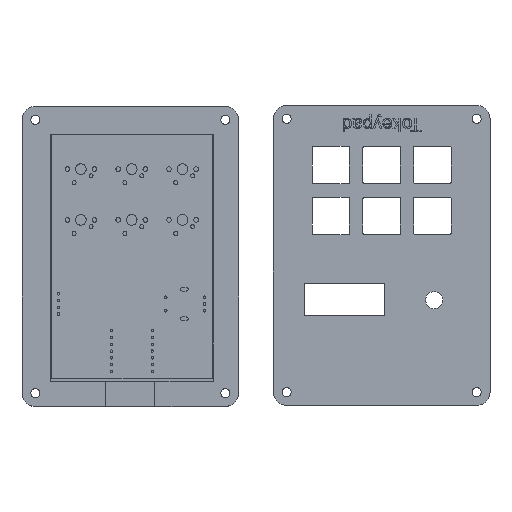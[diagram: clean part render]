
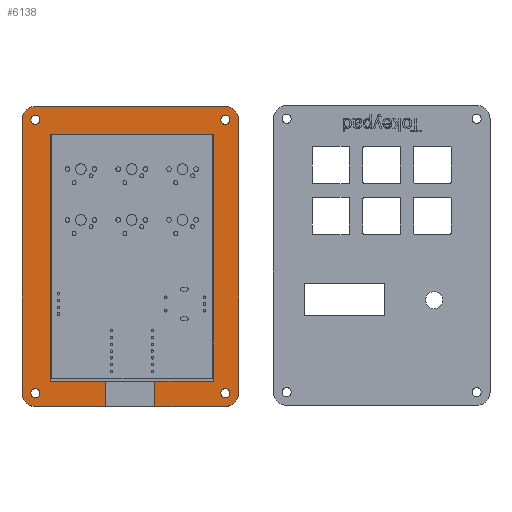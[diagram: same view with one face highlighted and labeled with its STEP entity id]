
A CAD part, top view. The second image highlights one B-rep face of the part: STEP entity #6138.
In plain terms, the highlighted planar face has unit normal (0, 0, 1).
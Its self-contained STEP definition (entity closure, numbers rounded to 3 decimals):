
#364=FACE_BOUND('',#1151,.T.);
#365=FACE_BOUND('',#1152,.T.);
#366=FACE_BOUND('',#1153,.T.);
#367=FACE_BOUND('',#1154,.T.);
#520=CIRCLE('',#6483,5.);
#522=CIRCLE('',#6486,5.);
#523=CIRCLE('',#6487,5.);
#524=CIRCLE('',#6488,5.);
#525=CIRCLE('',#6489,1.7);
#526=CIRCLE('',#6490,1.7);
#527=CIRCLE('',#6491,1.7);
#528=CIRCLE('',#6492,1.7);
#822=FACE_OUTER_BOUND('',#1150,.T.);
#1150=EDGE_LOOP('',(#4189,#4190,#4191,#4192,#4193,#4194,#4195,#4196,#4197,
#4198,#4199,#4200,#4201,#4202,#4203,#4204));
#1151=EDGE_LOOP('',(#4205));
#1152=EDGE_LOOP('',(#4206));
#1153=EDGE_LOOP('',(#4207));
#1154=EDGE_LOOP('',(#4208));
#1634=LINE('',#8239,#2134);
#1641=LINE('',#8254,#2141);
#1645=LINE('',#8267,#2145);
#1646=LINE('',#8271,#2146);
#1647=LINE('',#8274,#2147);
#1648=LINE('',#8276,#2148);
#1649=LINE('',#8278,#2149);
#1650=LINE('',#8279,#2150);
#1651=LINE('',#8281,#2151);
#1652=LINE('',#8283,#2152);
#1653=LINE('',#8285,#2153);
#1654=LINE('',#8288,#2154);
#2134=VECTOR('',#6905,10.);
#2141=VECTOR('',#6916,10.);
#2145=VECTOR('',#6928,10.);
#2146=VECTOR('',#6931,10.);
#2147=VECTOR('',#6934,10.);
#2148=VECTOR('',#6935,10.);
#2149=VECTOR('',#6936,10.);
#2150=VECTOR('',#6937,10.);
#2151=VECTOR('',#6938,10.);
#2152=VECTOR('',#6939,10.);
#2153=VECTOR('',#6940,10.);
#2154=VECTOR('',#6943,10.);
#2633=VERTEX_POINT('',#8236);
#2634=VERTEX_POINT('',#8238);
#2639=VERTEX_POINT('',#8251);
#2640=VERTEX_POINT('',#8253);
#2641=VERTEX_POINT('',#8257);
#2642=VERTEX_POINT('',#8258);
#2645=VERTEX_POINT('',#8266);
#2646=VERTEX_POINT('',#8268);
#2647=VERTEX_POINT('',#8270);
#2648=VERTEX_POINT('',#8272);
#2649=VERTEX_POINT('',#8275);
#2650=VERTEX_POINT('',#8277);
#2651=VERTEX_POINT('',#8280);
#2652=VERTEX_POINT('',#8282);
#2653=VERTEX_POINT('',#8284);
#2654=VERTEX_POINT('',#8286);
#2655=VERTEX_POINT('',#8289);
#2656=VERTEX_POINT('',#8291);
#2657=VERTEX_POINT('',#8293);
#2658=VERTEX_POINT('',#8295);
#3250=EDGE_CURVE('',#2634,#2633,#1634,.T.);
#3257=EDGE_CURVE('',#2640,#2639,#1641,.T.);
#3259=EDGE_CURVE('',#2641,#2642,#520,.T.);
#3263=EDGE_CURVE('',#2641,#2645,#1645,.T.);
#3264=EDGE_CURVE('',#2646,#2645,#522,.T.);
#3265=EDGE_CURVE('',#2646,#2647,#1646,.T.);
#3266=EDGE_CURVE('',#2648,#2647,#523,.T.);
#3267=EDGE_CURVE('',#2648,#2640,#1647,.T.);
#3268=EDGE_CURVE('',#2639,#2649,#1648,.T.);
#3269=EDGE_CURVE('',#2649,#2650,#1649,.T.);
#3270=EDGE_CURVE('',#2650,#2634,#1650,.T.);
#3271=EDGE_CURVE('',#2633,#2651,#1651,.T.);
#3272=EDGE_CURVE('',#2651,#2652,#1652,.T.);
#3273=EDGE_CURVE('',#2652,#2653,#1653,.T.);
#3274=EDGE_CURVE('',#2654,#2653,#524,.T.);
#3275=EDGE_CURVE('',#2654,#2642,#1654,.T.);
#3276=EDGE_CURVE('',#2655,#2655,#525,.T.);
#3277=EDGE_CURVE('',#2656,#2656,#526,.T.);
#3278=EDGE_CURVE('',#2657,#2657,#527,.T.);
#3279=EDGE_CURVE('',#2658,#2658,#528,.T.);
#4189=ORIENTED_EDGE('',*,*,#3259,.F.);
#4190=ORIENTED_EDGE('',*,*,#3263,.T.);
#4191=ORIENTED_EDGE('',*,*,#3264,.F.);
#4192=ORIENTED_EDGE('',*,*,#3265,.T.);
#4193=ORIENTED_EDGE('',*,*,#3266,.F.);
#4194=ORIENTED_EDGE('',*,*,#3267,.T.);
#4195=ORIENTED_EDGE('',*,*,#3257,.T.);
#4196=ORIENTED_EDGE('',*,*,#3268,.T.);
#4197=ORIENTED_EDGE('',*,*,#3269,.T.);
#4198=ORIENTED_EDGE('',*,*,#3270,.T.);
#4199=ORIENTED_EDGE('',*,*,#3250,.T.);
#4200=ORIENTED_EDGE('',*,*,#3271,.T.);
#4201=ORIENTED_EDGE('',*,*,#3272,.T.);
#4202=ORIENTED_EDGE('',*,*,#3273,.T.);
#4203=ORIENTED_EDGE('',*,*,#3274,.F.);
#4204=ORIENTED_EDGE('',*,*,#3275,.T.);
#4205=ORIENTED_EDGE('',*,*,#3276,.F.);
#4206=ORIENTED_EDGE('',*,*,#3277,.F.);
#4207=ORIENTED_EDGE('',*,*,#3278,.F.);
#4208=ORIENTED_EDGE('',*,*,#3279,.F.);
#6021=PLANE('',#6485);
#6138=ADVANCED_FACE('',(#822,#364,#365,#366,#367),#6021,.T.);
#6483=AXIS2_PLACEMENT_3D('',#8259,#6920,#6921);
#6485=AXIS2_PLACEMENT_3D('',#8265,#6926,#6927);
#6486=AXIS2_PLACEMENT_3D('',#8269,#6929,#6930);
#6487=AXIS2_PLACEMENT_3D('',#8273,#6932,#6933);
#6488=AXIS2_PLACEMENT_3D('',#8287,#6941,#6942);
#6489=AXIS2_PLACEMENT_3D('',#8290,#6944,#6945);
#6490=AXIS2_PLACEMENT_3D('',#8292,#6946,#6947);
#6491=AXIS2_PLACEMENT_3D('',#8294,#6948,#6949);
#6492=AXIS2_PLACEMENT_3D('',#8296,#6950,#6951);
#6905=DIRECTION('',(0.,-1.,0.));
#6916=DIRECTION('',(0.,1.,0.));
#6920=DIRECTION('center_axis',(0.,0.,-1.));
#6921=DIRECTION('ref_axis',(0.707,0.707,0.));
#6926=DIRECTION('center_axis',(0.,0.,1.));
#6927=DIRECTION('ref_axis',(1.,0.,0.));
#6928=DIRECTION('',(-1.,0.,0.));
#6929=DIRECTION('center_axis',(0.,0.,-1.));
#6930=DIRECTION('ref_axis',(-0.707,0.707,0.));
#6931=DIRECTION('',(0.,-1.,0.));
#6932=DIRECTION('center_axis',(0.,0.,-1.));
#6933=DIRECTION('ref_axis',(-0.707,-0.707,0.));
#6934=DIRECTION('',(1.,0.,0.));
#6935=DIRECTION('',(-1.,0.,0.));
#6936=DIRECTION('',(0.,1.,0.));
#6937=DIRECTION('',(1.,0.,0.));
#6938=DIRECTION('',(-1.,0.,0.));
#6939=DIRECTION('',(0.,-1.,0.));
#6940=DIRECTION('',(1.,0.,0.));
#6941=DIRECTION('center_axis',(0.,0.,-1.));
#6942=DIRECTION('ref_axis',(0.707,-0.707,0.));
#6943=DIRECTION('',(0.,1.,0.));
#6944=DIRECTION('center_axis',(0.,0.,1.));
#6945=DIRECTION('ref_axis',(1.,0.,0.));
#6946=DIRECTION('center_axis',(0.,0.,1.));
#6947=DIRECTION('ref_axis',(1.,0.,0.));
#6948=DIRECTION('center_axis',(0.,0.,1.));
#6949=DIRECTION('ref_axis',(1.,0.,0.));
#6950=DIRECTION('center_axis',(0.,0.,1.));
#6951=DIRECTION('ref_axis',(1.,0.,0.));
#8236=CARTESIAN_POINT('',(46.2,-67.4,13.));
#8238=CARTESIAN_POINT('',(46.2,25.,13.));
#8239=CARTESIAN_POINT('',(46.2,25.,13.));
#8251=CARTESIAN_POINT('',(5.79,-67.4,13.));
#8253=CARTESIAN_POINT('',(5.79,-76.9,13.));
#8254=CARTESIAN_POINT('',(5.79,-48.8,13.));
#8257=CARTESIAN_POINT('',(50.7,35.5,13.));
#8258=CARTESIAN_POINT('',(55.7,30.5,13.));
#8259=CARTESIAN_POINT('Origin',(50.7,30.5,13.));
#8265=CARTESIAN_POINT('Origin',(15.1,-20.7,13.));
#8266=CARTESIAN_POINT('',(-20.5,35.5,13.));
#8267=CARTESIAN_POINT('',(-25.5,35.5,13.));
#8268=CARTESIAN_POINT('',(-25.5,30.5,13.));
#8269=CARTESIAN_POINT('Origin',(-20.5,30.5,13.));
#8270=CARTESIAN_POINT('',(-25.5,-71.9,13.));
#8271=CARTESIAN_POINT('',(-25.5,-76.9,13.));
#8272=CARTESIAN_POINT('',(-20.5,-76.9,13.));
#8273=CARTESIAN_POINT('Origin',(-20.5,-71.9,13.));
#8274=CARTESIAN_POINT('',(55.7,-76.9,13.));
#8275=CARTESIAN_POINT('',(-15.,-67.4,13.));
#8276=CARTESIAN_POINT('',(46.2,-67.4,13.));
#8277=CARTESIAN_POINT('',(-15.,25.,13.));
#8278=CARTESIAN_POINT('',(-15.,-67.4,13.));
#8279=CARTESIAN_POINT('',(-15.,25.,13.));
#8280=CARTESIAN_POINT('',(24.29,-67.4,13.));
#8281=CARTESIAN_POINT('',(46.2,-67.4,13.));
#8282=CARTESIAN_POINT('',(24.29,-76.9,13.));
#8283=CARTESIAN_POINT('',(24.29,-44.05,13.));
#8284=CARTESIAN_POINT('',(50.7,-76.9,13.));
#8285=CARTESIAN_POINT('',(55.7,-76.9,13.));
#8286=CARTESIAN_POINT('',(55.7,-71.9,13.));
#8287=CARTESIAN_POINT('Origin',(50.7,-71.9,13.));
#8288=CARTESIAN_POINT('',(55.7,35.5,13.));
#8289=CARTESIAN_POINT('',(49.,30.5,13.));
#8290=CARTESIAN_POINT('Origin',(50.7,30.5,13.));
#8291=CARTESIAN_POINT('',(-22.2,30.5,13.));
#8292=CARTESIAN_POINT('Origin',(-20.5,30.5,13.));
#8293=CARTESIAN_POINT('',(-22.2,-71.9,13.));
#8294=CARTESIAN_POINT('Origin',(-20.5,-71.9,13.));
#8295=CARTESIAN_POINT('',(49.,-71.9,13.));
#8296=CARTESIAN_POINT('Origin',(50.7,-71.9,13.));
